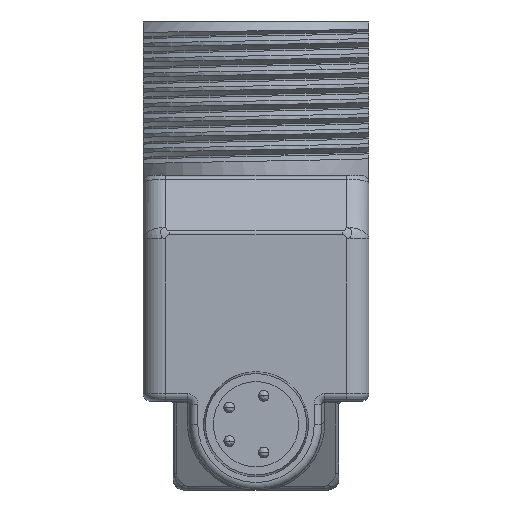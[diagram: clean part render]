
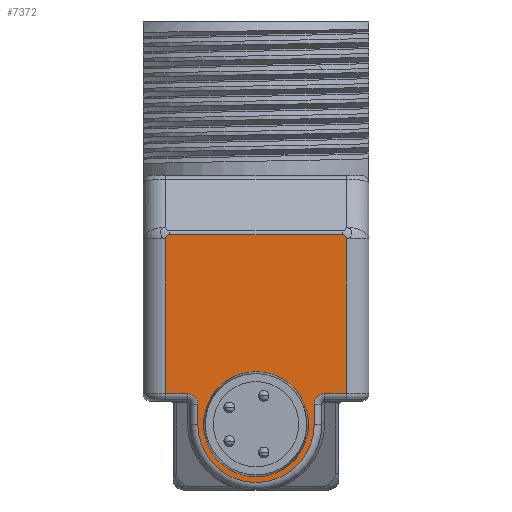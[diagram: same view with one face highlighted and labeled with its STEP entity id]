
A CAD part, front view. The second image highlights one B-rep face of the part: STEP entity #7372.
In plain terms, the highlighted planar face has unit normal (0, -1, 0).
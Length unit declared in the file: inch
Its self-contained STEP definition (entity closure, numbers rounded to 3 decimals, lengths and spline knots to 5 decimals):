
#530=DIRECTION('',(0.,0.,-1.));
#531=VECTOR('',#530,0.40544);
#532=CARTESIAN_POINT('',(-0.23622,-0.67913,
0.13772));
#533=LINE('',#532,#531);
#543=CARTESIAN_POINT('',(-0.23622,-0.67913,
0.13772));
#544=CARTESIAN_POINT('',(-0.23608,-0.67913,
0.14281));
#545=CARTESIAN_POINT('',(-0.23076,-0.67913,
0.14827));
#546=CARTESIAN_POINT('',(-0.22567,-0.67913,
0.14827));
#548=CARTESIAN_POINT('',(0.23622,-0.67913,
0.13772));
#549=CARTESIAN_POINT('',(0.23608,-0.67913,
0.14281));
#550=CARTESIAN_POINT('',(0.23076,-0.67913,
0.14827));
#551=CARTESIAN_POINT('',(0.22567,-0.67913,
0.14827));
#553=CARTESIAN_POINT('',(0.,-0.67913,-0.34764));
#554=DIRECTION('',(0.,-1.,0.));
#555=DIRECTION('',(1.,0.,0.));
#556=AXIS2_PLACEMENT_3D('',#553,#554,#555);
#558=CARTESIAN_POINT('',(0.,-0.67913,-0.34764));
#559=DIRECTION('',(0.,-1.,0.));
#560=DIRECTION('',(-1.,0.,0.));
#561=AXIS2_PLACEMENT_3D('',#558,#559,#560);
#567=DIRECTION('',(0.,0.,1.));
#568=VECTOR('',#567,0.40544);
#569=CARTESIAN_POINT('',(0.23622,-0.67913,
-0.26772));
#570=LINE('',#569,#568);
#1301=CARTESIAN_POINT('',(-0.17992,-0.67913,
-0.29528));
#1302=DIRECTION('',(0.,-1.,0.));
#1303=DIRECTION('',(1.,0.,0.));
#1304=AXIS2_PLACEMENT_3D('',#1301,#1302,#1303);
#1315=DIRECTION('',(-1.,0.,0.));
#1316=VECTOR('',#1315,0.0563);
#1317=CARTESIAN_POINT('',(-0.17992,-0.67913,
-0.26772));
#1318=LINE('',#1317,#1316);
#1356=DIRECTION('',(0.,0.,1.));
#1357=VECTOR('',#1356,0.05236);
#1358=CARTESIAN_POINT('',(-0.15236,-0.67913,
-0.34764));
#1359=LINE('',#1358,#1357);
#1374=CARTESIAN_POINT('',(0.,-0.67913,-0.34764));
#1375=DIRECTION('',(0.,1.,0.));
#1376=DIRECTION('',(1.,0.,0.));
#1377=AXIS2_PLACEMENT_3D('',#1374,#1375,#1376);
#1388=DIRECTION('',(0.,0.,-1.));
#1389=VECTOR('',#1388,0.05236);
#1390=CARTESIAN_POINT('',(0.15236,-0.67913,
-0.29528));
#1391=LINE('',#1390,#1389);
#1419=CARTESIAN_POINT('',(0.17992,-0.67913,
-0.29528));
#1420=DIRECTION('',(0.,-1.,0.));
#1421=DIRECTION('',(0.,0.,1.));
#1422=AXIS2_PLACEMENT_3D('',#1419,#1420,#1421);
#1433=DIRECTION('',(-1.,0.,0.));
#1434=VECTOR('',#1433,0.0563);
#1435=CARTESIAN_POINT('',(0.23622,-0.67913,
-0.26772));
#1436=LINE('',#1435,#1434);
#5602=DIRECTION('',(-1.,0.,0.));
#5603=VECTOR('',#5602,0.45134);
#5604=CARTESIAN_POINT('',(0.22567,-0.67913,
0.14827));
#5605=LINE('',#5604,#5603);
#6341=VERTEX_POINT('',#548);
#6342=VERTEX_POINT('',#551);
#6348=CARTESIAN_POINT('',(-0.22567,-0.67913,
0.14827));
#6349=VERTEX_POINT('',#6348);
#6350=VERTEX_POINT('',#543);
#6878=CARTESIAN_POINT('',(-0.23622,-0.67913,
-0.26772));
#6879=VERTEX_POINT('',#6878);
#6882=CARTESIAN_POINT('',(-0.17992,-0.67913,
-0.26772));
#6883=VERTEX_POINT('',#6882);
#6886=CARTESIAN_POINT('',(-0.15236,-0.67913,
-0.29528));
#6887=VERTEX_POINT('',#6886);
#6890=CARTESIAN_POINT('',(-0.15236,-0.67913,
-0.34764));
#6891=VERTEX_POINT('',#6890);
#6894=CARTESIAN_POINT('',(0.15236,-0.67913,
-0.34764));
#6895=VERTEX_POINT('',#6894);
#6898=CARTESIAN_POINT('',(0.15236,-0.67913,
-0.29528));
#6899=VERTEX_POINT('',#6898);
#6902=CARTESIAN_POINT('',(0.17992,-0.67913,
-0.26772));
#6903=VERTEX_POINT('',#6902);
#6906=CARTESIAN_POINT('',(0.23622,-0.67913,
-0.26772));
#6907=VERTEX_POINT('',#6906);
#7001=CARTESIAN_POINT('',(0.1275,-0.67913,-0.34764));
#7002=CARTESIAN_POINT('',(-0.1275,-0.67913,-0.34764));
#7003=VERTEX_POINT('',#7001);
#7004=VERTEX_POINT('',#7002);
#7336=CARTESIAN_POINT('',(-0.29528,-0.67913,0.));
#7337=DIRECTION('',(0.,-1.,0.));
#7338=DIRECTION('',(1.,0.,0.));
#7339=AXIS2_PLACEMENT_3D('',#7336,#7337,#7338);
#7340=PLANE('',#7339);
#7342=ORIENTED_EDGE('',*,*,#7341,.F.);
#7344=ORIENTED_EDGE('',*,*,#7343,.T.);
#7346=ORIENTED_EDGE('',*,*,#7345,.T.);
#7348=ORIENTED_EDGE('',*,*,#7347,.T.);
#7350=ORIENTED_EDGE('',*,*,#7349,.T.);
#7352=ORIENTED_EDGE('',*,*,#7351,.T.);
#7354=ORIENTED_EDGE('',*,*,#7353,.T.);
#7356=ORIENTED_EDGE('',*,*,#7355,.T.);
#7357=ORIENTED_EDGE('',*,*,#7326,.F.);
#7359=ORIENTED_EDGE('',*,*,#7358,.T.);
#7361=ORIENTED_EDGE('',*,*,#7360,.F.);
#7363=ORIENTED_EDGE('',*,*,#7362,.F.);
#7364=EDGE_LOOP('',(#7342,#7344,#7346,#7348,#7350,#7352,#7354,#7356,#7357,#7359,
#7361,#7363));
#7365=FACE_OUTER_BOUND('',#7364,.F.);
#7367=ORIENTED_EDGE('',*,*,#7366,.T.);
#7369=ORIENTED_EDGE('',*,*,#7368,.T.);
#7370=EDGE_LOOP('',(#7367,#7369));
#7371=FACE_BOUND('',#7370,.F.);
#7372=ADVANCED_FACE('',(#7365,#7371),#7340,.T.);
#547=B_SPLINE_CURVE_WITH_KNOTS('',3,(#543,#544,#545,#546),.UNSPECIFIED.,.F.,.F.,
(4,4),(0.,1.),.UNSPECIFIED.);
#552=B_SPLINE_CURVE_WITH_KNOTS('',3,(#548,#549,#550,#551),.UNSPECIFIED.,.F.,.F.,
(4,4),(0.,1.),.UNSPECIFIED.);
#557=CIRCLE('',#556,0.1275);
#562=CIRCLE('',#561,0.1275);
#1305=CIRCLE('',#1304,0.02756);
#1378=CIRCLE('',#1377,0.15236);
#1423=CIRCLE('',#1422,0.02756);
#7326=EDGE_CURVE('',#6350,#6879,#533,.T.);
#7341=EDGE_CURVE('',#6907,#6341,#570,.T.);
#7343=EDGE_CURVE('',#6907,#6903,#1436,.T.);
#7345=EDGE_CURVE('',#6903,#6899,#1423,.T.);
#7347=EDGE_CURVE('',#6899,#6895,#1391,.T.);
#7349=EDGE_CURVE('',#6895,#6891,#1378,.T.);
#7351=EDGE_CURVE('',#6891,#6887,#1359,.T.);
#7353=EDGE_CURVE('',#6887,#6883,#1305,.T.);
#7355=EDGE_CURVE('',#6883,#6879,#1318,.T.);
#7358=EDGE_CURVE('',#6350,#6349,#547,.T.);
#7360=EDGE_CURVE('',#6342,#6349,#5605,.T.);
#7362=EDGE_CURVE('',#6341,#6342,#552,.T.);
#7366=EDGE_CURVE('',#7003,#7004,#557,.T.);
#7368=EDGE_CURVE('',#7004,#7003,#562,.T.);
